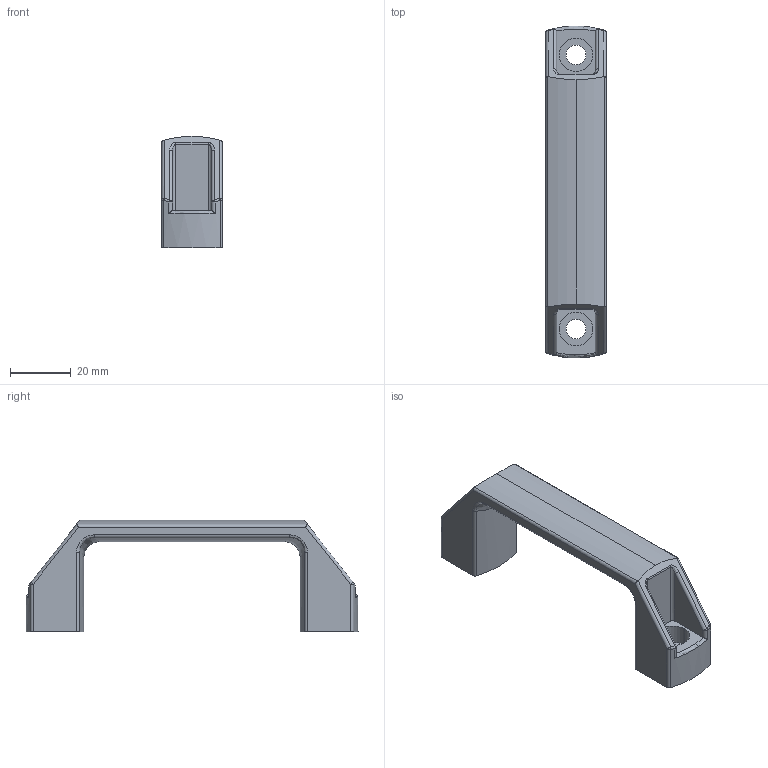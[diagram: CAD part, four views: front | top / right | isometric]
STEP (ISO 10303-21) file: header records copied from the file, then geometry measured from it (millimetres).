
FILE_DESCRIPTION (( 'STEP AP203' ), '1' );
FILE_NAME ('V-Slot Door Handle.step', '2015-07-29T19:36:20', ( '' ), ( '' ), 'SwSTEP 2.0', 'SolidWorks 2014', '' );
FILE_SCHEMA (( 'CONFIG_CONTROL_DESIGN' ));
Length unit declared in the file: millimetre
Products named in the file (1): V-Slot Door Handle
Bounding box: 20 x 109 x 36.49 mm (x, y, z)
Volume: 21018.7 mm3; surface area: 10101.1 mm2
Topology: 1 solids, 1 shells, 85 faces, 211 edges, 126 vertices
Faces by surface type: cylinder 45, plane 16, bspline 14, sphere 8, torus 2
Entity records: 3192 total; most frequent: CARTESIAN_POINT 1249, ORIENTED_EDGE 406, DIRECTION 383, EDGE_CURVE 203, AXIS2_PLACEMENT_3D 152, VERTEX_POINT 122, EDGE_LOOP 91, FACE_OUTER_BOUND 85
